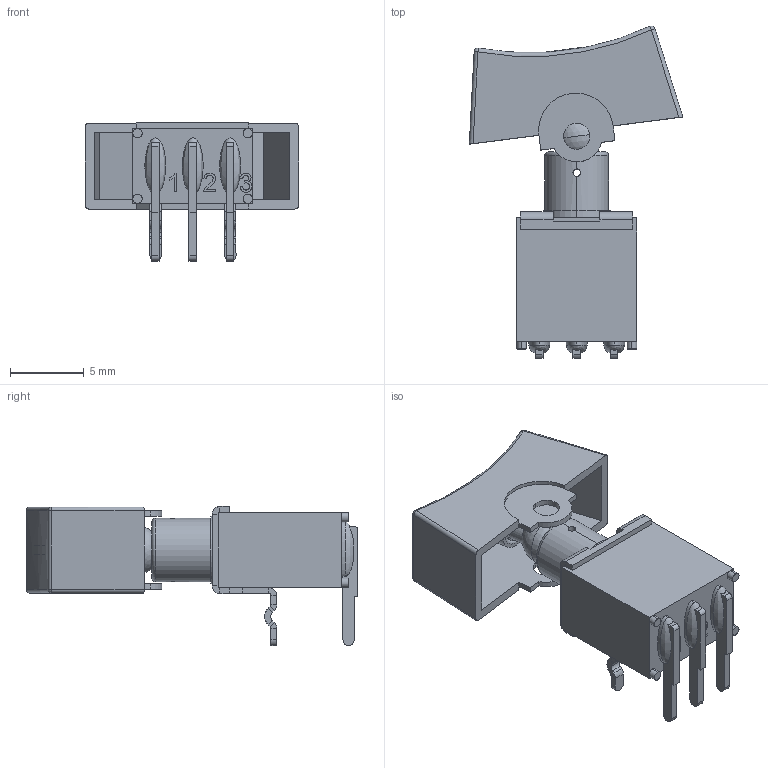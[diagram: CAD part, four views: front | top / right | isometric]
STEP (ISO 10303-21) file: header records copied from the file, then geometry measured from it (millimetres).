
FILE_DESCRIPTION (( 'STEP AP214' ), '1' );
FILE_NAME ('spdt_ship.STEP', '2020-06-20T06:04:08', ( '' ), ( '' ), 'SwSTEP 2.0', 'SolidWorks 2017', '' );
FILE_SCHEMA (( 'AUTOMOTIVE_DESIGN' ));
Length unit declared in the file: inch
Products named in the file (7): spdt_ship; SWITCH ET SPDT Base; ship; ET SWITCH PCB MOUNT; ship_Varsay_lan
Assembly tree (3 placements, depth 2):
  spdt_ship
    SWITCH ET SPDT Base
    ET SWITCH PCB MOUNT
    ship_Varsay_lan
  ship
  ET SWITCH PCB MOUNT
  SWITCH ET SPDT Base
Bounding box: 14.49 x 22.53 x 9.44 mm (x, y, z)
Volume: 640.4 mm3; surface area: 1294.1 mm2
Topology: 5 solids, 5 shells, 302 faces, 737 edges, 452 vertices
Faces by surface type: plane 164, cylinder 90, bspline 34, sphere 8, torus 6
Entity records: 12521 total; most frequent: CARTESIAN_POINT 3721, ORIENTED_EDGE 1460, DIRECTION 1364, EDGE_CURVE 730, AXIS2_PLACEMENT_3D 461, VERTEX_POINT 449, VECTOR 442, LINE 442
